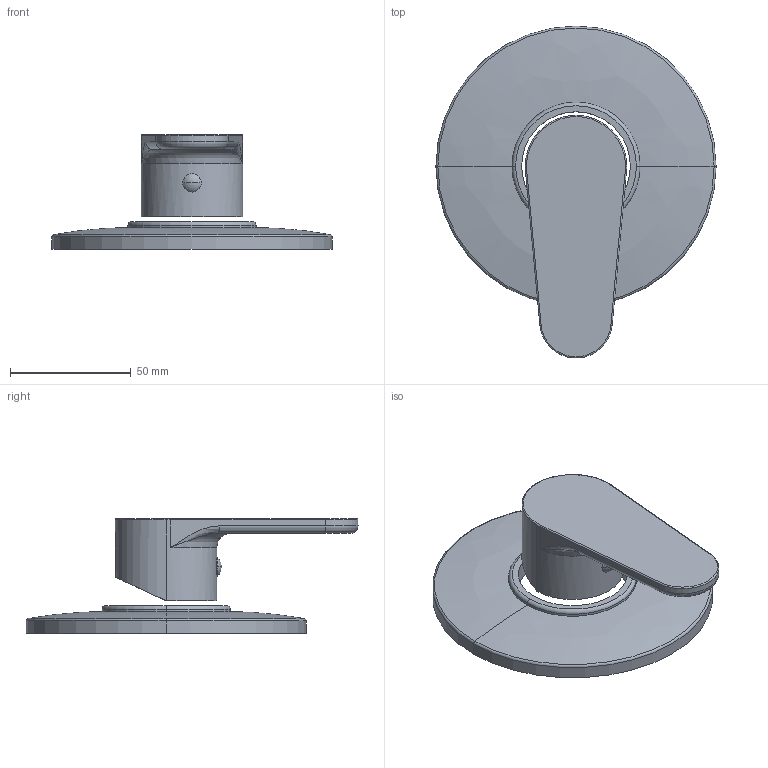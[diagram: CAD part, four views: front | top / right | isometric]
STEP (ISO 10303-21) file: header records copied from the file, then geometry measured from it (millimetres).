
FILE_DESCRIPTION((''),'2;1');
FILE_NAME('GR010CREST','2021-11-04T10:16:57',('ut3'),('PAFFONI SpA'),'CREO PARAMETRIC BY PTC INC, 2020044','CREO PARAMETRIC BY PTC INC, 2020044','');
FILE_SCHEMA(('CONFIG_CONTROL_DESIGN','SHAPE_APPEARANCE_LAYERS_GROUPS'));
Length unit declared in the file: millimetre
Products named in the file (1): GR010CREST
Bounding box: 116 x 137.44 x 47.5 mm (x, y, z)
Volume: 34415.5 mm3; surface area: 42199.1 mm2
Topology: 2 solids, 3 shells, 126 faces, 304 edges, 185 vertices
Faces by surface type: plane 52, cylinder 45, cone 11, torus 10, bspline 6, sphere 2
Entity records: 5150 total; most frequent: CARTESIAN_POINT 1273, DIRECTION 615, ORIENTED_EDGE 604, EDGE_CURVE 302, AXIS2_PLACEMENT_3D 229, VERTEX_POINT 185, VECTOR 157, LINE 157
